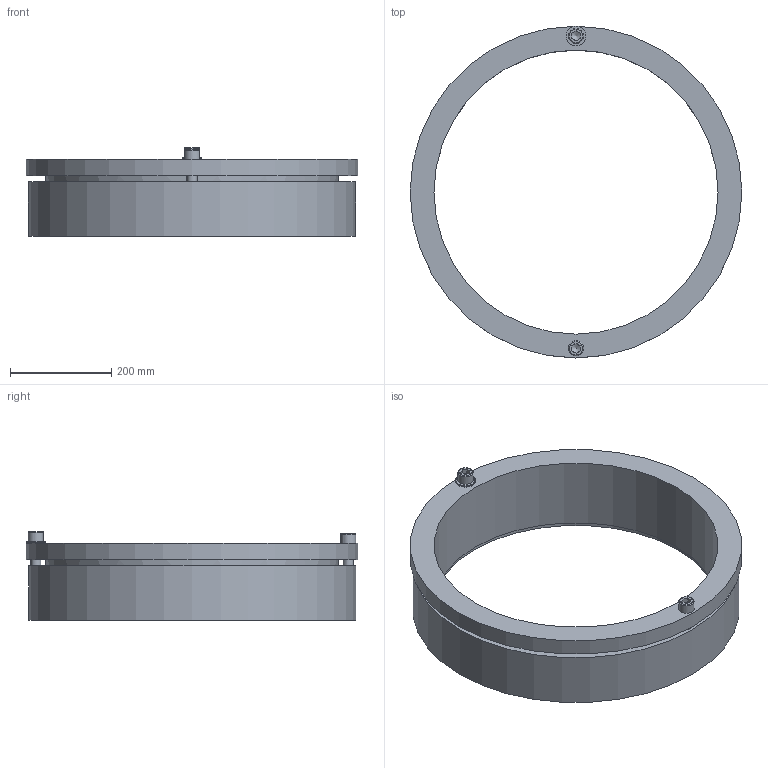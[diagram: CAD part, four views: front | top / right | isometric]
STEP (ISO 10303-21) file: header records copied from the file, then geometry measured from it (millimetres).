
FILE_DESCRIPTION((''),'2;1');
FILE_NAME('BIKON 6006-560-645.stp','2011-08-22T12:03:02',('kr'),(''),'Autodesk Inventor 2011','Autodesk Inventor 2011','');
FILE_SCHEMA(('AUTOMOTIVE_DESIGN { 1 0 10303 214 1 1 1 1 }'));
Length unit declared in the file: millimetre
Products named in the file (5): BIKON 6006-560-645; Volumenkörper1_56; Volumenkörper2_56; NL20sp-Nord-Lock; DIN 912 - ersetzt durch DIN EN ISO 4762 M20 x 80
Assembly tree (5 placements, depth 2):
  BIKON 6006-560-645
    Volumenkörper1_56
    Volumenkörper2_56
    NL20sp-Nord-Lock
    DIN 912 - ersetzt durch DIN EN ISO 4762 M20 x 80  x2
Bounding box: 654 x 654.5 x 175.4 mm (x, y, z)
Volume: 11697187 mm3; surface area: 1277973.1 mm2
Topology: 5 solids, 5 shells, 161 faces, 425 edges, 277 vertices
Faces by surface type: plane 137, cylinder 14, cone 6, torus 4
Full cylindrical faces by diameter (mm): 17.294 x2, 20 x2, 21.4 x1, 22 x1, 23.752 x1, 30 x2, 39 x2, 560 x1, 645 x1, 654 x1
Entity records: 4571 total; most frequent: CARTESIAN_POINT 788, DIRECTION 754, ORIENTED_EDGE 738, EDGE_CURVE 369, VECTOR 284, LINE 284, VERTEX_POINT 251, AXIS2_PLACEMENT_3D 235
